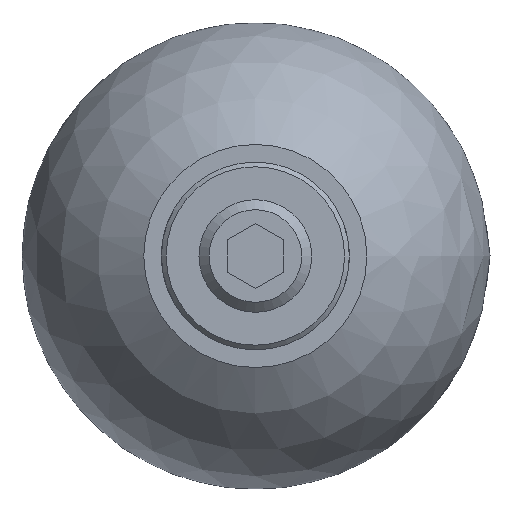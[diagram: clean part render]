
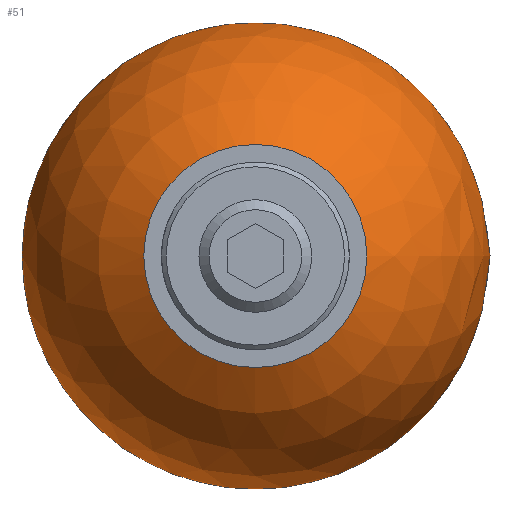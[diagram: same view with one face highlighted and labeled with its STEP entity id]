
A CAD part, left-side view. The second image highlights one B-rep face of the part: STEP entity #51.
In plain terms, the highlighted spherical face has radius 25 mm.
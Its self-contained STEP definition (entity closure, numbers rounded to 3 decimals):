
#51 = ADVANCED_FACE( '', ( #113, #114 ), #115, .T. );
#113 = FACE_BOUND( '', #193, .T. );
#114 = FACE_OUTER_BOUND( '', #194, .T. );
#115 = SPHERICAL_SURFACE( '', #195, 25. );
#193 = VERTEX_LOOP( '', #282 );
#194 = EDGE_LOOP( '', ( #283 ) );
#195 = AXIS2_PLACEMENT_3D( '', #284, #285, #286 );
#282 = VERTEX_POINT( '', #431 );
#283 = ORIENTED_EDGE( '', *, *, #432, .T. );
#284 = CARTESIAN_POINT( '', ( 53., 0., 0. ) );
#285 = DIRECTION( '', ( 1., 0., 0. ) );
#286 = DIRECTION( '', ( 0., -1., 0. ) );
#431 = CARTESIAN_POINT( '', ( 78., 0., 0. ) );
#432 = EDGE_CURVE( '', #500, #500, #501, .T. );
#500 = VERTEX_POINT( '', #596 );
#501 = CIRCLE( '', #597, 11.874 );
#596 = CARTESIAN_POINT( '', ( 31., 0., -11.874 ) );
#597 = AXIS2_PLACEMENT_3D( '', #682, #683, #684 );
#682 = CARTESIAN_POINT( '', ( 31., 0., 0. ) );
#683 = DIRECTION( '', ( 1., 0., 0. ) );
#684 = DIRECTION( '', ( 0., 0., -1. ) );
